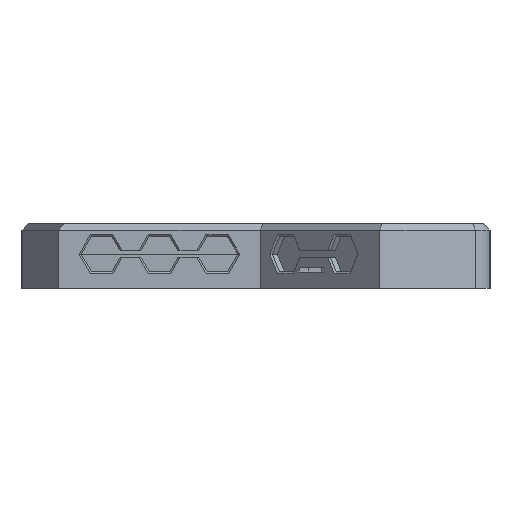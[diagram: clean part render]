
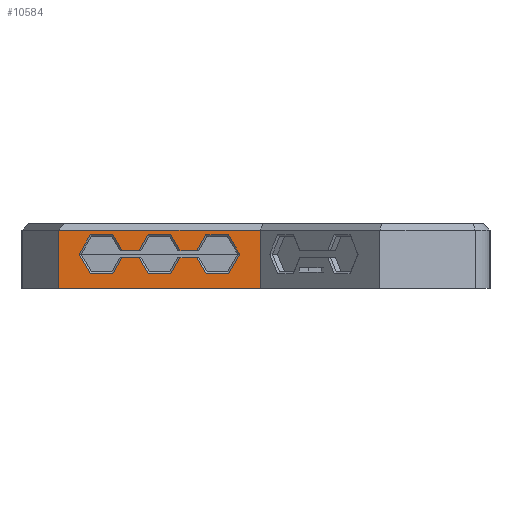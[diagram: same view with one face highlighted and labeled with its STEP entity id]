
A CAD part, left-side view. The second image highlights one B-rep face of the part: STEP entity #10584.
In plain terms, the highlighted planar face has unit normal (-1, 0, 0).
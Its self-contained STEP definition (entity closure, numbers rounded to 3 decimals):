
#115=FACE_BOUND('',#1569,.T.);
#414=PLANE('',#11268);
#948=FACE_OUTER_BOUND('',#1568,.T.);
#1568=EDGE_LOOP('',(#9157,#9158,#9159,#9160));
#1569=EDGE_LOOP('',(#9161,#9162,#9163,#9164,#9165,#9166,#9167,#9168,#9169,
#9170,#9171,#9172,#9173,#9174,#9175,#9176,#9177,#9178,#9179,#9180,#9181,
#9182));
#2544=LINE('',#15885,#3920);
#2738=LINE('',#16349,#4114);
#2753=LINE('',#16383,#4129);
#2755=LINE('',#16387,#4131);
#2758=LINE('',#16393,#4134);
#2761=LINE('',#16399,#4137);
#2764=LINE('',#16405,#4140);
#2767=LINE('',#16411,#4143);
#2770=LINE('',#16416,#4146);
#2771=LINE('',#16417,#4147);
#2772=LINE('',#16419,#4148);
#2773=LINE('',#16421,#4149);
#2774=LINE('',#16423,#4150);
#2775=LINE('',#16425,#4151);
#2776=LINE('',#16427,#4152);
#2777=LINE('',#16429,#4153);
#2778=LINE('',#16431,#4154);
#2779=LINE('',#16433,#4155);
#2780=LINE('',#16435,#4156);
#2781=LINE('',#16437,#4157);
#2782=LINE('',#16439,#4158);
#2783=LINE('',#16441,#4159);
#2784=LINE('',#16443,#4160);
#2785=LINE('',#16445,#4161);
#2786=LINE('',#16447,#4162);
#2787=LINE('',#16448,#4163);
#3920=VECTOR('',#12957,10.);
#4114=VECTOR('',#13319,10.);
#4129=VECTOR('',#13352,10.);
#4131=VECTOR('',#13356,10.);
#4134=VECTOR('',#13361,10.);
#4137=VECTOR('',#13366,10.);
#4140=VECTOR('',#13371,10.);
#4143=VECTOR('',#13376,10.);
#4146=VECTOR('',#13381,10.);
#4147=VECTOR('',#13382,10.);
#4148=VECTOR('',#13383,10.);
#4149=VECTOR('',#13384,10.);
#4150=VECTOR('',#13385,10.);
#4151=VECTOR('',#13386,10.);
#4152=VECTOR('',#13387,10.);
#4153=VECTOR('',#13388,10.);
#4154=VECTOR('',#13389,10.);
#4155=VECTOR('',#13390,10.);
#4156=VECTOR('',#13391,10.);
#4157=VECTOR('',#13392,10.);
#4158=VECTOR('',#13393,10.);
#4159=VECTOR('',#13394,10.);
#4160=VECTOR('',#13395,10.);
#4161=VECTOR('',#13396,10.);
#4162=VECTOR('',#13397,10.);
#4163=VECTOR('',#13398,10.);
#5227=VERTEX_POINT('',#15878);
#5229=VERTEX_POINT('',#15884);
#5414=VERTEX_POINT('',#16346);
#5415=VERTEX_POINT('',#16348);
#5424=VERTEX_POINT('',#16380);
#5425=VERTEX_POINT('',#16382);
#5426=VERTEX_POINT('',#16386);
#5428=VERTEX_POINT('',#16392);
#5430=VERTEX_POINT('',#16398);
#5432=VERTEX_POINT('',#16404);
#5434=VERTEX_POINT('',#16410);
#5436=VERTEX_POINT('',#16418);
#5437=VERTEX_POINT('',#16420);
#5438=VERTEX_POINT('',#16422);
#5439=VERTEX_POINT('',#16424);
#5440=VERTEX_POINT('',#16426);
#5441=VERTEX_POINT('',#16428);
#5442=VERTEX_POINT('',#16430);
#5443=VERTEX_POINT('',#16432);
#5444=VERTEX_POINT('',#16434);
#5445=VERTEX_POINT('',#16436);
#5446=VERTEX_POINT('',#16438);
#5447=VERTEX_POINT('',#16440);
#5448=VERTEX_POINT('',#16442);
#5449=VERTEX_POINT('',#16444);
#5450=VERTEX_POINT('',#16446);
#6477=EDGE_CURVE('',#5229,#5227,#2544,.T.);
#6710=EDGE_CURVE('',#5415,#5414,#2738,.T.);
#6728=EDGE_CURVE('',#5425,#5424,#2753,.T.);
#6730=EDGE_CURVE('',#5424,#5426,#2755,.T.);
#6733=EDGE_CURVE('',#5426,#5428,#2758,.T.);
#6736=EDGE_CURVE('',#5428,#5430,#2761,.T.);
#6739=EDGE_CURVE('',#5430,#5432,#2764,.T.);
#6742=EDGE_CURVE('',#5432,#5434,#2767,.T.);
#6745=EDGE_CURVE('',#5227,#5415,#2770,.T.);
#6746=EDGE_CURVE('',#5414,#5229,#2771,.T.);
#6747=EDGE_CURVE('',#5436,#5434,#2772,.T.);
#6748=EDGE_CURVE('',#5436,#5437,#2773,.T.);
#6749=EDGE_CURVE('',#5437,#5438,#2774,.T.);
#6750=EDGE_CURVE('',#5438,#5439,#2775,.T.);
#6751=EDGE_CURVE('',#5440,#5439,#2776,.T.);
#6752=EDGE_CURVE('',#5440,#5441,#2777,.T.);
#6753=EDGE_CURVE('',#5441,#5442,#2778,.T.);
#6754=EDGE_CURVE('',#5442,#5443,#2779,.T.);
#6755=EDGE_CURVE('',#5443,#5444,#2780,.T.);
#6756=EDGE_CURVE('',#5444,#5445,#2781,.T.);
#6757=EDGE_CURVE('',#5445,#5446,#2782,.T.);
#6758=EDGE_CURVE('',#5447,#5446,#2783,.T.);
#6759=EDGE_CURVE('',#5447,#5448,#2784,.T.);
#6760=EDGE_CURVE('',#5448,#5449,#2785,.T.);
#6761=EDGE_CURVE('',#5449,#5450,#2786,.T.);
#6762=EDGE_CURVE('',#5425,#5450,#2787,.T.);
#9157=ORIENTED_EDGE('',*,*,#6477,.T.);
#9158=ORIENTED_EDGE('',*,*,#6745,.T.);
#9159=ORIENTED_EDGE('',*,*,#6710,.T.);
#9160=ORIENTED_EDGE('',*,*,#6746,.T.);
#9161=ORIENTED_EDGE('',*,*,#6742,.T.);
#9162=ORIENTED_EDGE('',*,*,#6747,.F.);
#9163=ORIENTED_EDGE('',*,*,#6748,.T.);
#9164=ORIENTED_EDGE('',*,*,#6749,.T.);
#9165=ORIENTED_EDGE('',*,*,#6750,.T.);
#9166=ORIENTED_EDGE('',*,*,#6751,.F.);
#9167=ORIENTED_EDGE('',*,*,#6752,.T.);
#9168=ORIENTED_EDGE('',*,*,#6753,.T.);
#9169=ORIENTED_EDGE('',*,*,#6754,.T.);
#9170=ORIENTED_EDGE('',*,*,#6755,.T.);
#9171=ORIENTED_EDGE('',*,*,#6756,.T.);
#9172=ORIENTED_EDGE('',*,*,#6757,.T.);
#9173=ORIENTED_EDGE('',*,*,#6758,.F.);
#9174=ORIENTED_EDGE('',*,*,#6759,.T.);
#9175=ORIENTED_EDGE('',*,*,#6760,.T.);
#9176=ORIENTED_EDGE('',*,*,#6761,.T.);
#9177=ORIENTED_EDGE('',*,*,#6762,.F.);
#9178=ORIENTED_EDGE('',*,*,#6728,.T.);
#9179=ORIENTED_EDGE('',*,*,#6730,.T.);
#9180=ORIENTED_EDGE('',*,*,#6733,.T.);
#9181=ORIENTED_EDGE('',*,*,#6736,.T.);
#9182=ORIENTED_EDGE('',*,*,#6739,.T.);
#10584=ADVANCED_FACE('',(#948,#115),#414,.F.);
#11268=AXIS2_PLACEMENT_3D('',#16415,#13379,#13380);
#12957=DIRECTION('',(0.,1.,0.));
#13319=DIRECTION('',(0.,-1.,0.));
#13352=DIRECTION('',(0.,0.496,-0.868));
#13356=DIRECTION('',(0.,1.,-0.005));
#13361=DIRECTION('',(0.,0.504,0.864));
#13366=DIRECTION('',(0.,-0.496,0.868));
#13371=DIRECTION('',(0.,-1.,0.005));
#13376=DIRECTION('',(0.,-0.504,-0.864));
#13379=DIRECTION('center_axis',(1.,0.,0.));
#13380=DIRECTION('ref_axis',(0.,-1.,0.));
#13381=DIRECTION('',(0.,0.,-1.));
#13382=DIRECTION('',(0.,0.,1.));
#13383=DIRECTION('',(0.,1.,0.));
#13384=DIRECTION('',(0.,-0.496,0.868));
#13385=DIRECTION('',(0.,-1.,0.005));
#13386=DIRECTION('',(0.,-0.504,-0.864));
#13387=DIRECTION('',(0.,1.,0.));
#13388=DIRECTION('',(0.,-0.496,0.868));
#13389=DIRECTION('',(0.,-1.,0.005));
#13390=DIRECTION('',(0.,-0.504,-0.864));
#13391=DIRECTION('',(0.,0.496,-0.868));
#13392=DIRECTION('',(0.,1.,-0.005));
#13393=DIRECTION('',(0.,0.504,0.864));
#13394=DIRECTION('',(0.,-1.,0.));
#13395=DIRECTION('',(0.,0.496,-0.868));
#13396=DIRECTION('',(0.,1.,-0.005));
#13397=DIRECTION('',(0.,0.504,0.864));
#13398=DIRECTION('',(0.,-1.,0.));
#15878=CARTESIAN_POINT('',(-110.5,41.304,3.9));
#15884=CARTESIAN_POINT('',(-110.5,-4.091,3.9));
#15885=CARTESIAN_POINT('',(-110.5,19.097,3.9));
#16346=CARTESIAN_POINT('',(-110.5,-4.091,-9.2));
#16348=CARTESIAN_POINT('',(-110.5,41.304,-9.2));
#16349=CARTESIAN_POINT('',(-110.5,-4.091,-9.2));
#16380=CARTESIAN_POINT('',(-110.5,29.059,-5.863));
#16382=CARTESIAN_POINT('',(-110.5,26.997,-2.25));
#16383=CARTESIAN_POINT('',(-110.5,29.589,-6.791));
#16386=CARTESIAN_POINT('',(-110.5,34.111,-5.887));
#16387=CARTESIAN_POINT('',(-110.5,37.582,-5.904));
#16392=CARTESIAN_POINT('',(-110.5,36.658,-1.524));
#16393=CARTESIAN_POINT('',(-110.5,37.174,-0.641));
#16398=CARTESIAN_POINT('',(-110.5,34.153,2.863));
#16399=CARTESIAN_POINT('',(-110.5,36.05,-0.46));
#16404=CARTESIAN_POINT('',(-110.5,29.102,2.887));
#16405=CARTESIAN_POINT('',(-110.5,35.329,2.857));
#16410=CARTESIAN_POINT('',(-110.5,26.978,-0.75));
#16411=CARTESIAN_POINT('',(-110.5,28.673,2.153));
#16415=CARTESIAN_POINT('Origin',(-110.5,41.304,-1.6));
#16416=CARTESIAN_POINT('',(-110.5,41.304,-1.6));
#16417=CARTESIAN_POINT('',(-110.5,-4.091,-1.6));
#16418=CARTESIAN_POINT('',(-110.5,23.216,-0.75));
#16419=CARTESIAN_POINT('',(-110.5,32.03,-0.75));
#16420=CARTESIAN_POINT('',(-110.5,21.153,2.863));
#16421=CARTESIAN_POINT('',(-110.5,24.648,-3.259));
#16422=CARTESIAN_POINT('',(-110.5,16.102,2.887));
#16423=CARTESIAN_POINT('',(-110.5,28.829,2.826));
#16424=CARTESIAN_POINT('',(-110.5,13.978,-0.75));
#16425=CARTESIAN_POINT('',(-110.5,17.325,4.983));
#16426=CARTESIAN_POINT('',(-110.5,10.216,-0.75));
#16427=CARTESIAN_POINT('',(-110.5,25.53,-0.75));
#16428=CARTESIAN_POINT('',(-110.5,8.153,2.863));
#16429=CARTESIAN_POINT('',(-110.5,13.246,-6.057));
#16430=CARTESIAN_POINT('',(-110.5,3.102,2.887));
#16431=CARTESIAN_POINT('',(-110.5,22.329,2.794));
#16432=CARTESIAN_POINT('',(-110.5,0.555,-1.476));
#16433=CARTESIAN_POINT('',(-110.5,5.765,7.449));
#16434=CARTESIAN_POINT('',(-110.5,3.059,-5.863));
#16435=CARTESIAN_POINT('',(-110.5,6.785,-12.389));
#16436=CARTESIAN_POINT('',(-110.5,8.111,-5.887));
#16437=CARTESIAN_POINT('',(-110.5,24.581,-5.967));
#16438=CARTESIAN_POINT('',(-110.5,10.235,-2.25));
#16439=CARTESIAN_POINT('',(-110.5,14.266,4.655));
#16440=CARTESIAN_POINT('',(-110.5,13.997,-2.25));
#16441=CARTESIAN_POINT('',(-110.5,27.881,-2.25));
#16442=CARTESIAN_POINT('',(-110.5,16.059,-5.863));
#16443=CARTESIAN_POINT('',(-110.5,18.187,-9.59));
#16444=CARTESIAN_POINT('',(-110.5,21.111,-5.887));
#16445=CARTESIAN_POINT('',(-110.5,31.082,-5.935));
#16446=CARTESIAN_POINT('',(-110.5,23.235,-2.25));
#16447=CARTESIAN_POINT('',(-110.5,25.614,1.825));
#16448=CARTESIAN_POINT('',(-110.5,34.381,-2.25));
